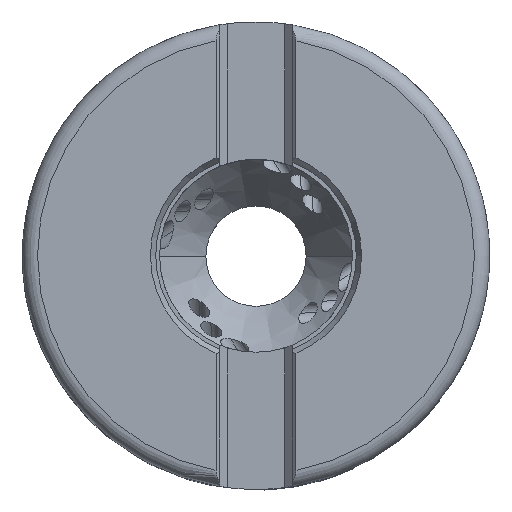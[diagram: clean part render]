
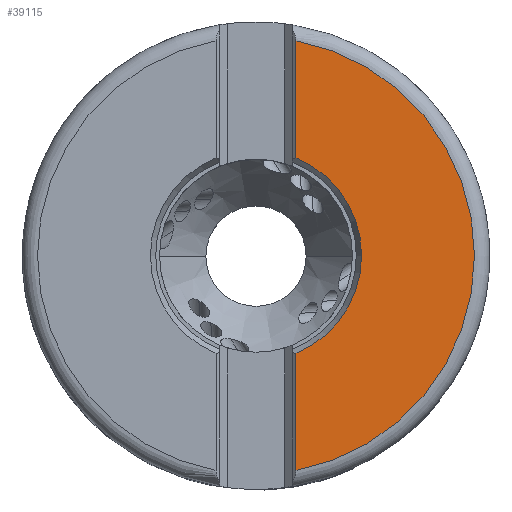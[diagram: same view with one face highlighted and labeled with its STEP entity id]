
A CAD part, top view. The second image highlights one B-rep face of the part: STEP entity #39115.
In plain terms, the highlighted planar face has unit normal (0, 0, 1).
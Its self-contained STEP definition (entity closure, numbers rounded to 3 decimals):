
#22405=CARTESIAN_POINT('',(5.263,12.858,
0.));
#22410=CARTESIAN_POINT('',(5.263,28.264,0.));
#22427=DIRECTION('',(0.,1.,0.));
#22428=VECTOR('',#22427,15.407);
#22429=CARTESIAN_POINT('',(5.263,12.858,
0.));
#22430=LINE('',#22429,#22428);
#22470=CARTESIAN_POINT('',(0.,0.,0.));
#22471=DIRECTION('',(0.,0.,1.));
#22472=DIRECTION('',(0.183,-0.983,0.));
#22473=AXIS2_PLACEMENT_3D('',#22470,#22471,#22472);
#22478=CARTESIAN_POINT('',(0.,0.,
0.));
#22479=DIRECTION('',(0.,0.,-1.));
#22480=DIRECTION('',(0.379,0.925,0.));
#22481=AXIS2_PLACEMENT_3D('',#22478,#22479,#22480);
#22494=DIRECTION('',(0.,1.,0.));
#22495=VECTOR('',#22494,15.407);
#22496=CARTESIAN_POINT('',(5.263,-28.264,0.));
#22497=LINE('',#22496,#22495);
#22953=VERTEX_POINT('',#22410);
#22954=CARTESIAN_POINT('',(5.263,-28.264,0.));
#22955=VERTEX_POINT('',#22954);
#22956=CARTESIAN_POINT('',(5.263,-12.858,
0.));
#22957=VERTEX_POINT('',#22956);
#22958=VERTEX_POINT('',#22405);
#39103=CARTESIAN_POINT('',(17.006,0.,0.));
#39104=DIRECTION('',(0.,0.,1.));
#39105=DIRECTION('',(0.,-1.,0.));
#39106=AXIS2_PLACEMENT_3D('',#39103,#39104,#39105);
#39107=PLANE('',#39106);
#39108=ORIENTED_EDGE('',*,*,#39064,.F.);
#39110=ORIENTED_EDGE('',*,*,#39109,.T.);
#39111=ORIENTED_EDGE('',*,*,#39089,.F.);
#39112=ORIENTED_EDGE('',*,*,#39078,.T.);
#39113=EDGE_LOOP('',(#39108,#39110,#39111,#39112));
#39114=FACE_OUTER_BOUND('',#39113,.F.);
#22474=CIRCLE('',#22473,28.75);
#22482=CIRCLE('',#22481,13.893);
#39064=EDGE_CURVE('',#22955,#22953,#22474,.T.);
#39078=EDGE_CURVE('',#22958,#22953,#22430,.T.);
#39089=EDGE_CURVE('',#22958,#22957,#22482,.T.);
#39109=EDGE_CURVE('',#22955,#22957,#22497,.T.);
#39115=ADVANCED_FACE('',(#39114),#39107,.T.);
